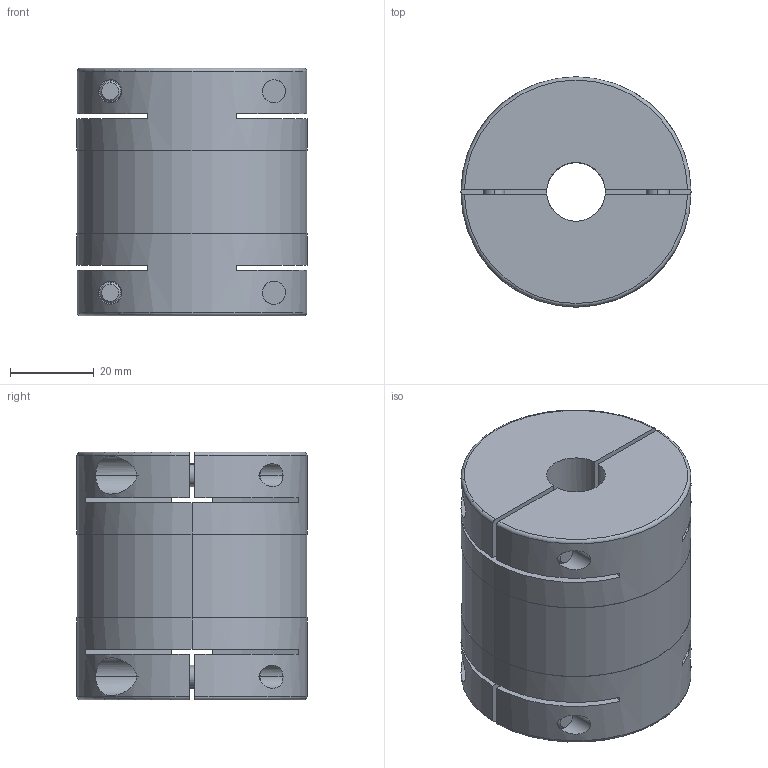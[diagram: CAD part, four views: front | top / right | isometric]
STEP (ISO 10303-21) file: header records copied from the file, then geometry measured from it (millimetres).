
FILE_DESCRIPTION (( 'STEP AP203' ), '1' );
FILE_NAME ('SHR-55C-14-14.step', '2021-04-15T12:33:28', ( '' ), ( '' ), 'SwSTEP 2.0', 'SolidWorks 2021', '' );
FILE_SCHEMA (( 'CONFIG_CONTROL_DESIGN' ));
Length unit declared in the file: millimetre
Products named in the file (1): SHR-55C-14-14
Bounding box: 54.8 x 54.8 x 59 mm (x, y, z)
Volume: 121331.5 mm3; surface area: 28320.6 mm2
Topology: 1 solids, 1 shells, 144 faces, 352 edges, 230 vertices
Faces by surface type: plane 70, cylinder 58, cone 12, torus 4
Entity records: 5619 total; most frequent: CARTESIAN_POINT 2031, DIRECTION 762, ORIENTED_EDGE 704, EDGE_CURVE 352, AXIS2_PLACEMENT_3D 291, VERTEX_POINT 230, VECTOR 180, LINE 180
